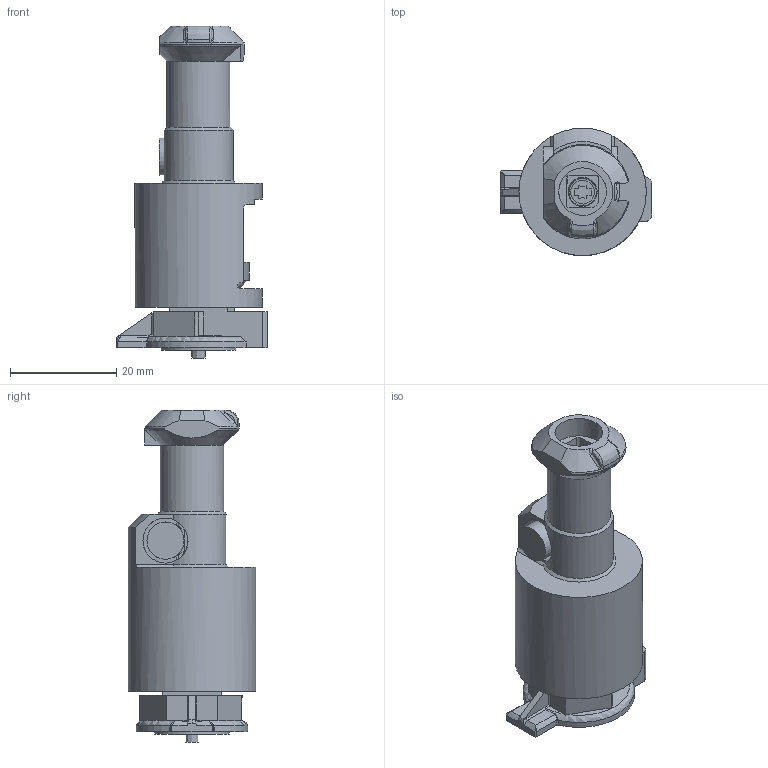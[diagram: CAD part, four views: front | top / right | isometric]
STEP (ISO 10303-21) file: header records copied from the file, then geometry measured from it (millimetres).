
FILE_DESCRIPTION(/* description */ (''),/* implementation_level */ '2;1');
FILE_NAME(/* name */ '140M-C-DNC_var2.stp',/* time_stamp */ '2013-06-06T13:15:52+02:00',/* author */ (''),/* organization */ (''),/* preprocessor_version */ 'ST-DEVELOPER v15',/* originating_system */ 'SIEMENS PLM Software NX 8.5',/* authorisation */ '');
FILE_SCHEMA (('AUTOMOTIVE_DESIGN { 1 0 10303 214 3 1 1 1 }'));
Length unit declared in the file: millimetre
Products named in the file (1): 140M-C-DNC_stp2
Bounding box: 28.5 x 24 x 62.55 mm (x, y, z)
Volume: 11079 mm3; surface area: 9243.3 mm2
Topology: 8 solids, 8 shells, 444 faces, 1115 edges, 690 vertices
Faces by surface type: plane 186, bspline 122, cylinder 105, cone 16, torus 10, sphere 5
Full cylindrical faces by diameter (mm): 2.5 x1, 4 x2, 4.3 x2, 4.5 x1, 5.2 x1, 5.5 x1, 7 x3, 7.2 x1, 8 x1, 8.5 x1, 9 x1, 12 x1, 14 x1, 20 x1, 24 x1
Entity records: 16365 total; most frequent: CARTESIAN_POINT 6911, ORIENTED_EDGE 2166, DIRECTION 1629, EDGE_CURVE 1083, VERTEX_POINT 685, AXIS2_PLACEMENT_3D 588, EDGE_LOOP 490, LINE 453
